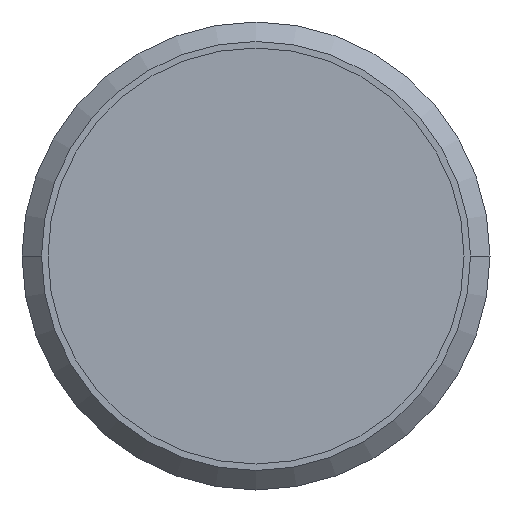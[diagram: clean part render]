
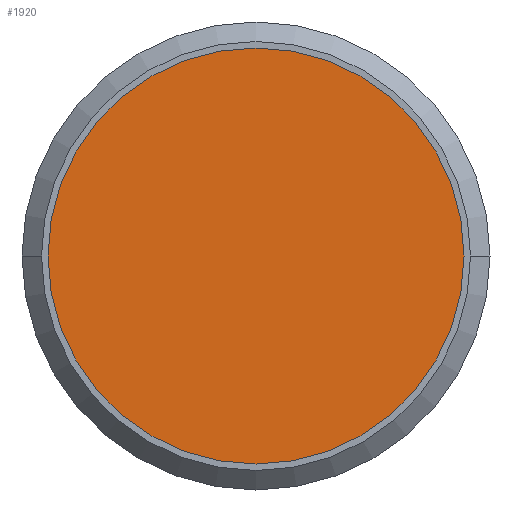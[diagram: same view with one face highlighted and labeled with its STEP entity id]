
A CAD part, front view. The second image highlights one B-rep face of the part: STEP entity #1920.
In plain terms, the highlighted planar face has unit normal (0, -1, 0).
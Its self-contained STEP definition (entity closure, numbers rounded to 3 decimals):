
#608=CARTESIAN_POINT('',(0.,-35.,0.));
#609=DIRECTION('',(0.,-1.,0.));
#610=DIRECTION('',(-1.,0.,0.));
#611=AXIS2_PLACEMENT_3D('',#608,#609,#610);
#621=CARTESIAN_POINT('',(0.,-35.,0.));
#622=DIRECTION('',(0.,1.,0.));
#623=DIRECTION('',(-1.,0.,0.));
#624=AXIS2_PLACEMENT_3D('',#621,#622,#623);
#638=CARTESIAN_POINT('',(-8.,-35.,0.));
#640=VERTEX_POINT('',#638);
#642=CARTESIAN_POINT('',(8.,-35.,0.));
#644=VERTEX_POINT('',#642);
#1911=CARTESIAN_POINT('',(0.,-35.,0.));
#1912=DIRECTION('',(0.,-1.,0.));
#1913=DIRECTION('',(1.,0.,0.));
#1914=AXIS2_PLACEMENT_3D('',#1911,#1912,#1913);
#1915=PLANE('',#1914);
#1916=ORIENTED_EDGE('',*,*,#1899,.T.);
#1917=ORIENTED_EDGE('',*,*,#1876,.F.);
#1918=EDGE_LOOP('',(#1916,#1917));
#1919=FACE_OUTER_BOUND('',#1918,.F.);
#1920=ADVANCED_FACE('',(#1919),#1915,.T.);
#612=CIRCLE('',#611,8.);
#625=CIRCLE('',#624,8.);
#1876=EDGE_CURVE('',#640,#644,#612,.T.);
#1899=EDGE_CURVE('',#640,#644,#625,.T.);
